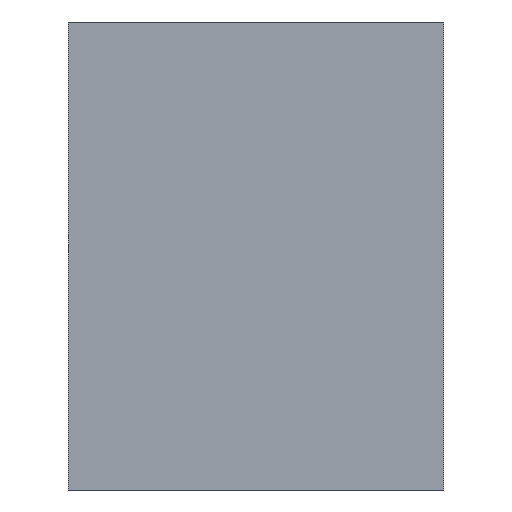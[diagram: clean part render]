
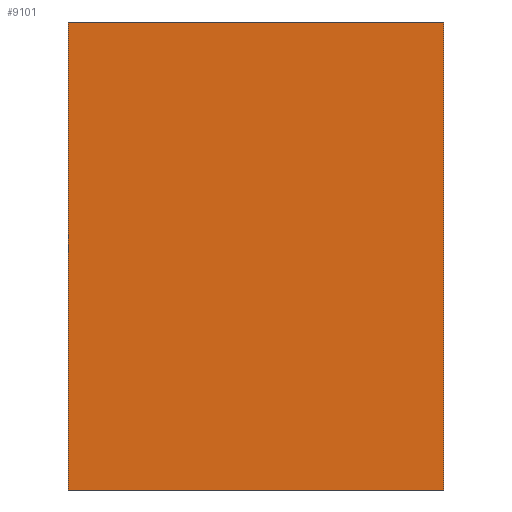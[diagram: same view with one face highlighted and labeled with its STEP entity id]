
A CAD part, left-side view. The second image highlights one B-rep face of the part: STEP entity #9101.
In plain terms, the highlighted planar face has unit normal (-1, 0, 0).
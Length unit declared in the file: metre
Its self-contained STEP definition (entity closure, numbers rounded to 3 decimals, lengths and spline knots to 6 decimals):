
#605=LINE('',#15014,#1407);
#607=LINE('',#15018,#1409);
#608=LINE('',#15020,#1410);
#609=LINE('',#15022,#1411);
#1407=VECTOR('',#12340,1.);
#1409=VECTOR('',#12344,1.);
#1410=VECTOR('',#12345,1.);
#1411=VECTOR('',#12346,1.);
#2189=PLANE('',#11259);
#2633=ORIENTED_EDGE('',*,*,#5036,.T.);
#2634=ORIENTED_EDGE('',*,*,#5037,.F.);
#2635=ORIENTED_EDGE('',*,*,#5038,.F.);
#2636=ORIENTED_EDGE('',*,*,#5034,.T.);
#5034=EDGE_CURVE('',#6262,#6261,#605,.T.);
#5036=EDGE_CURVE('',#6261,#6263,#607,.T.);
#5037=EDGE_CURVE('',#6264,#6263,#608,.T.);
#5038=EDGE_CURVE('',#6262,#6264,#609,.T.);
#6261=VERTEX_POINT('',#15013);
#6262=VERTEX_POINT('',#15015);
#6263=VERTEX_POINT('',#15019);
#6264=VERTEX_POINT('',#15021);
#7577=EDGE_LOOP('',(#2633,#2634,#2635,#2636));
#8273=FACE_BOUND('',#7577,.T.);
#9101=ADVANCED_FACE('',(#8273),#2189,.F.);
#11259=AXIS2_PLACEMENT_3D('',#15017,#12342,#12343);
#12340=DIRECTION('',(0.,0.,1.));
#12342=DIRECTION('',(1.,0.,0.));
#12343=DIRECTION('',(0.,0.,-1.));
#12344=DIRECTION('',(0.,1.,0.));
#12345=DIRECTION('',(0.,0.,1.));
#12346=DIRECTION('',(0.,1.,0.));
#15013=CARTESIAN_POINT('',(-0.472018,-0.077031,0.15));
#15014=CARTESIAN_POINT('',(-0.472018,-0.077031,-0.15));
#15015=CARTESIAN_POINT('',(-0.472018,-0.077031,-0.15));
#15017=CARTESIAN_POINT('',(-0.472018,0.04321,-0.15));
#15018=CARTESIAN_POINT('',(-0.472018,0.04321,0.15));
#15019=CARTESIAN_POINT('',(-0.472018,0.16345,0.15));
#15020=CARTESIAN_POINT('',(-0.472018,0.16345,-0.15));
#15021=CARTESIAN_POINT('',(-0.472018,0.16345,-0.15));
#15022=CARTESIAN_POINT('',(-0.472018,0.04321,-0.15));
